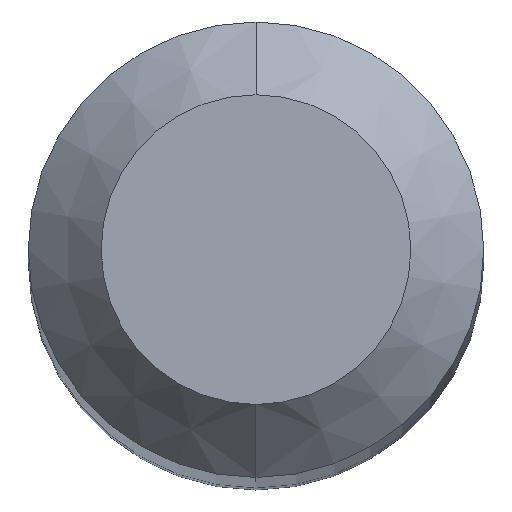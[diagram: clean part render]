
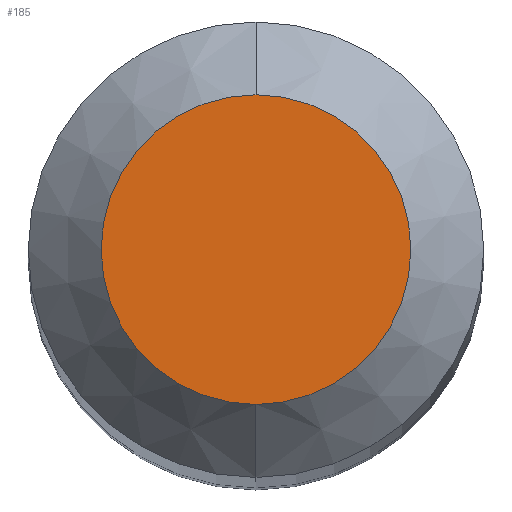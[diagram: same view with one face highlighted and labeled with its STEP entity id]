
A CAD part, top view. The second image highlights one B-rep face of the part: STEP entity #185.
In plain terms, the highlighted planar face has unit normal (0, 0, 1).
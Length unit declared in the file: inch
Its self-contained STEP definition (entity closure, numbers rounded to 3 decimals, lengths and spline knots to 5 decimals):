
#3 = CARTESIAN_POINT ( 'NONE',  ( 0., -0.0425, 0. ) ) ;
#34 = CARTESIAN_POINT ( 'NONE',  ( 0., 0., 0. ) ) ;
#50 = EDGE_CURVE ( 'NONE', #303, #312, #403, .T. ) ;
#69 = AXIS2_PLACEMENT_3D ( 'NONE', #34, #296, #70 ) ;
#70 = DIRECTION ( 'NONE',  ( 0., -1., 0. ) ) ;
#90 = CIRCLE ( 'NONE', #69, 0.0425 ) ;
#93 = DIRECTION ( 'NONE',  ( 0., 0., 1. ) ) ;
#111 = ORIENTED_EDGE ( 'NONE', *, *, #50, .T. ) ;
#152 = EDGE_CURVE ( 'NONE', #312, #303, #90, .T. ) ;
#163 = DIRECTION ( 'NONE',  ( 0., 0., -1. ) ) ;
#185 = ADVANCED_FACE ( 'NONE', ( #261 ), #203, .F. ) ;
#203 = PLANE ( 'NONE',  #274 ) ;
#228 = CARTESIAN_POINT ( 'NONE',  ( 0., 0.0425, 0. ) ) ;
#252 = DIRECTION ( 'NONE',  ( 0., -1., 0. ) ) ;
#259 = CARTESIAN_POINT ( 'NONE',  ( 0., 0.0425, 0. ) ) ;
#261 = FACE_OUTER_BOUND ( 'NONE', #372, .T. ) ;
#274 = AXIS2_PLACEMENT_3D ( 'NONE', #228, #163, #295 ) ;
#278 = ORIENTED_EDGE ( 'NONE', *, *, #152, .T. ) ;
#295 = DIRECTION ( 'NONE',  ( 0., 1., 0. ) ) ;
#296 = DIRECTION ( 'NONE',  ( 0., 0., 1. ) ) ;
#303 = VERTEX_POINT ( 'NONE', #259 ) ;
#312 = VERTEX_POINT ( 'NONE', #3 ) ;
#316 = CARTESIAN_POINT ( 'NONE',  ( 0., 0., 0. ) ) ;
#372 = EDGE_LOOP ( 'NONE', ( #111, #278 ) ) ;
#403 = CIRCLE ( 'NONE', #416, 0.0425 ) ;
#416 = AXIS2_PLACEMENT_3D ( 'NONE', #316, #93, #252 ) ;
